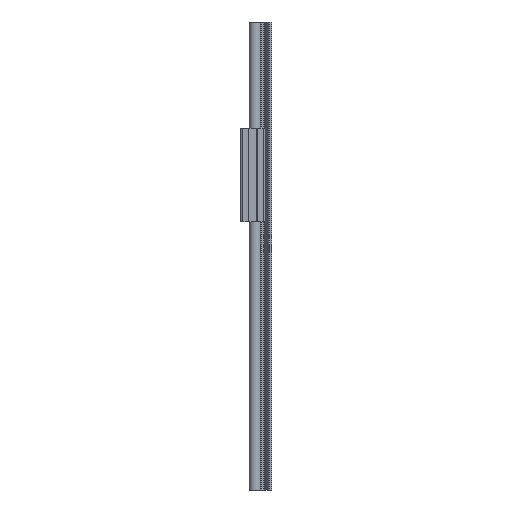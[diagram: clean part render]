
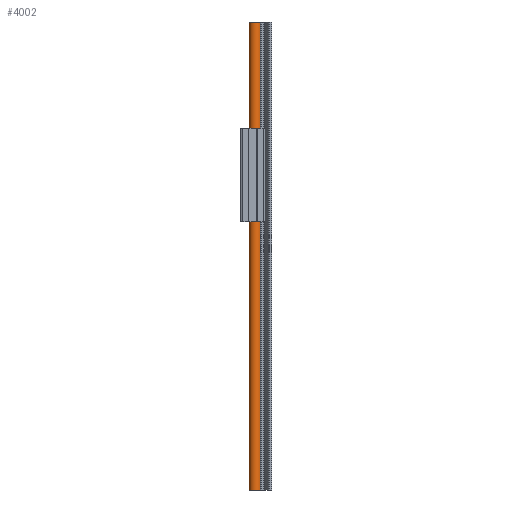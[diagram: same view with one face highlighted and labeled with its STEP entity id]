
A CAD part, left-side view. The second image highlights one B-rep face of the part: STEP entity #4002.
In plain terms, the highlighted cylindrical face has radius 1.794 mm (diameter 3.589 mm), a partial arc.
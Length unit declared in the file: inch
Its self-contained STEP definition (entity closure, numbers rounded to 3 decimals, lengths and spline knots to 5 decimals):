
#126 = LINE ( 'NONE', #2205, #1098 ) ;
#135 = AXIS2_PLACEMENT_3D ( 'NONE', #4061, #1018, #4668 ) ;
#788 = VERTEX_POINT ( 'NONE', #5782 ) ;
#1018 = DIRECTION ( 'NONE',  ( 0., 0., 1. ) ) ;
#1051 = ORIENTED_EDGE ( 'NONE', *, *, #4958, .F. ) ;
#1098 = VECTOR ( 'NONE', #1280, 39.37008 ) ;
#1180 = ORIENTED_EDGE ( 'NONE', *, *, #3126, .T. ) ;
#1280 = DIRECTION ( 'NONE',  ( 0., 0., 1. ) ) ;
#1304 = DIRECTION ( 'NONE',  ( 0., 0., 1. ) ) ;
#1427 = CIRCLE ( 'NONE', #6428, 0.07065 ) ;
#1458 = EDGE_LOOP ( 'NONE', ( #2689, #1051, #1180, #4469 ) ) ;
#1613 = DIRECTION ( 'NONE',  ( 1., 0., 0. ) ) ;
#1890 = CARTESIAN_POINT ( 'NONE',  ( -0.1435, 0.2811, 0. ) ) ;
#2026 = VERTEX_POINT ( 'NONE', #3124 ) ;
#2205 = CARTESIAN_POINT ( 'NONE',  ( -0.1435, 0.2811, -3.937 ) ) ;
#2689 = ORIENTED_EDGE ( 'NONE', *, *, #5456, .F. ) ;
#2875 = DIRECTION ( 'NONE',  ( 1., 0., 0. ) ) ;
#3124 = CARTESIAN_POINT ( 'NONE',  ( -0.1435, 0.1401, -5.90551 ) ) ;
#3126 = EDGE_CURVE ( 'NONE', #3966, #2026, #4165, .T. ) ;
#3142 = CARTESIAN_POINT ( 'NONE',  ( -0.13895, 0.2106, -3.937 ) ) ;
#3693 = CYLINDRICAL_SURFACE ( 'NONE', #5356, 0.07065 ) ;
#3717 = VECTOR ( 'NONE', #5787, 39.37008 ) ;
#3811 = CARTESIAN_POINT ( 'NONE',  ( -0.1435, 0.1401, -3.937 ) ) ;
#3966 = VERTEX_POINT ( 'NONE', #6078 ) ;
#4002 = ADVANCED_FACE ( 'NONE', ( #5229 ), #3693, .T. ) ;
#4061 = CARTESIAN_POINT ( 'NONE',  ( -0.13895, 0.2106, -5.90551 ) ) ;
#4165 = CIRCLE ( 'NONE', #135, 0.07065 ) ;
#4351 = LINE ( 'NONE', #3811, #3717 ) ;
#4469 = ORIENTED_EDGE ( 'NONE', *, *, #4805, .T. ) ;
#4668 = DIRECTION ( 'NONE',  ( 1., 0., 0. ) ) ;
#4805 = EDGE_CURVE ( 'NONE', #2026, #788, #4351, .T. ) ;
#4863 = DIRECTION ( 'NONE',  ( 0., 0., 1. ) ) ;
#4958 = EDGE_CURVE ( 'NONE', #3966, #6632, #126, .T. ) ;
#5229 = FACE_OUTER_BOUND ( 'NONE', #1458, .T. ) ;
#5356 = AXIS2_PLACEMENT_3D ( 'NONE', #3142, #4863, #1613 ) ;
#5456 = EDGE_CURVE ( 'NONE', #6632, #788, #1427, .T. ) ;
#5782 = CARTESIAN_POINT ( 'NONE',  ( -0.1435, 0.1401, 0. ) ) ;
#5787 = DIRECTION ( 'NONE',  ( 0., 0., 1. ) ) ;
#5977 = CARTESIAN_POINT ( 'NONE',  ( -0.13895, 0.2106, 0. ) ) ;
#6078 = CARTESIAN_POINT ( 'NONE',  ( -0.1435, 0.2811, -5.90551 ) ) ;
#6428 = AXIS2_PLACEMENT_3D ( 'NONE', #5977, #1304, #2875 ) ;
#6632 = VERTEX_POINT ( 'NONE', #1890 ) ;
